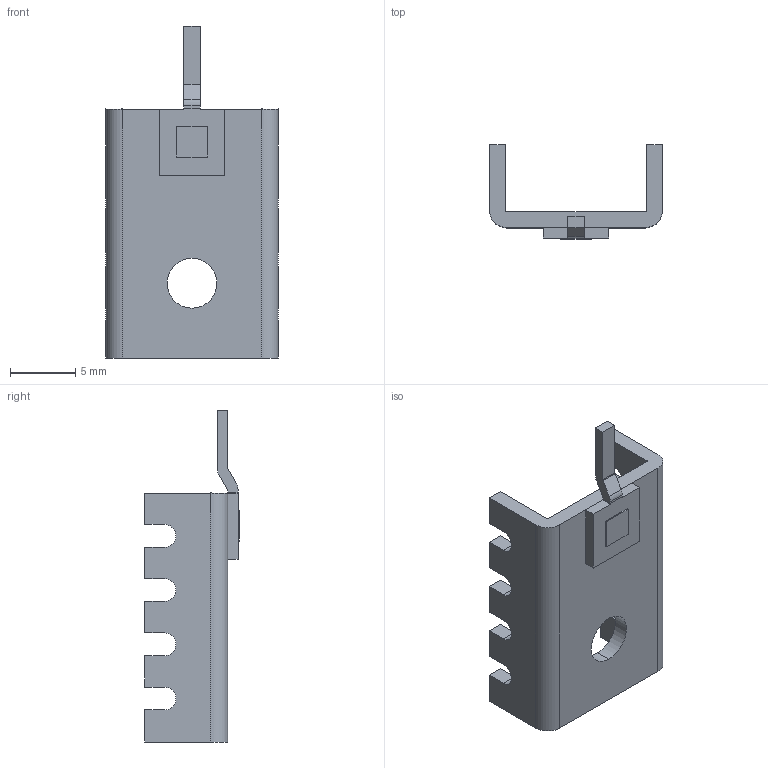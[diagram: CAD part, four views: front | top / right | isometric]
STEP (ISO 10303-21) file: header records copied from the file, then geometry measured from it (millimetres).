
FILE_DESCRIPTION (( 'STEP AP214' ), '1' );
FILE_NAME ('CUI_DEVICES_HSS-B20-0635H.step', '2019-10-25T17:04:26', ( '' ), ( '' ), 'SwSTEP 2.0', 'SolidWorks 2019', '' );
FILE_SCHEMA (( 'AUTOMOTIVE_DESIGN' ));
Length unit declared in the file: inch
Products named in the file (1): CUI_DEVICES_HSS-B20-0635H
Bounding box: 13.21 x 7.25 x 25.4 mm (x, y, z)
Volume: 496 mm3; surface area: 1050.7 mm2
Topology: 3 solids, 3 shells, 86 faces, 234 edges, 156 vertices
Faces by surface type: plane 68, cylinder 18
Entity records: 2764 total; most frequent: CARTESIAN_POINT 477, ORIENTED_EDGE 468, DIRECTION 444, EDGE_CURVE 234, LINE 198, VECTOR 198, VERTEX_POINT 156, AXIS2_PLACEMENT_3D 123
